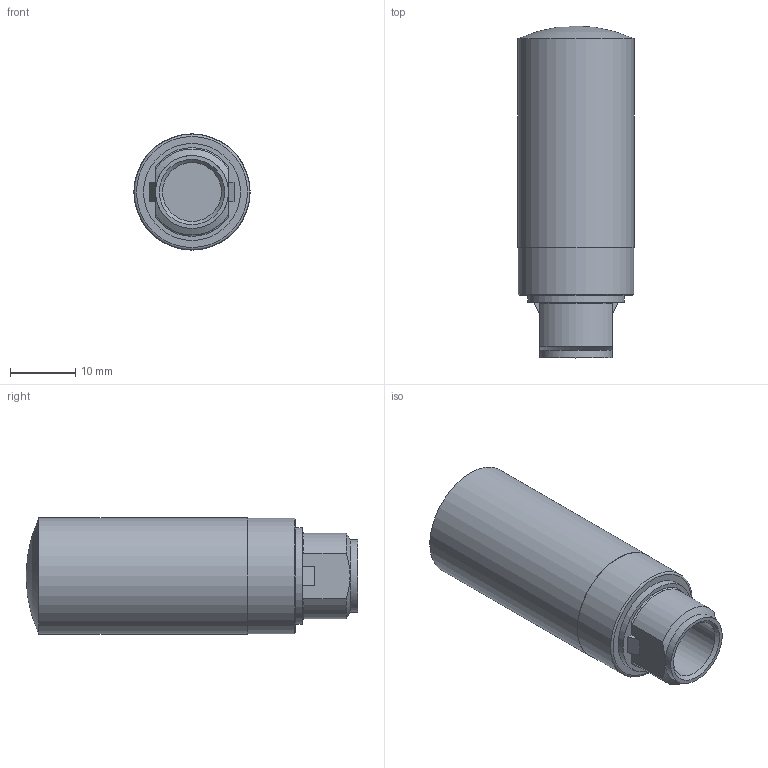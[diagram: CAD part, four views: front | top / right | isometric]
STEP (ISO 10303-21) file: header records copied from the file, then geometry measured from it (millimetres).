
FILE_DESCRIPTION(/* description */ ('STEP AP214'),/* implementation_level */ '2;1');
FILE_NAME(/* name */ '534220_UC-1_4-20',/* time_stamp */ '2024-09-15T16:17:46+02:00',/* author */ ('License CC BY-ND 4.0'),/* organization */ ('CADENAS'),/* preprocessor_version */ 'ST-DEVELOPER v19.3',/* originating_system */ 'PARTsolutions',/* authorisation */ ' ');
FILE_SCHEMA (('AUTOMOTIVE_DESIGN {1 0 10303 214 3 1 1}'));
Length unit declared in the file: millimetre
Products named in the file (1): 534220 UC-1/4-20
Bounding box: 17.8 x 50.8 x 17.8 mm (x, y, z)
Volume: 10135.8 mm3; surface area: 3540.1 mm2
Topology: 1 solids, 1 shells, 26 faces, 62 edges, 41 vertices
Faces by surface type: plane 13, cylinder 7, torus 3, cone 2, sphere 1
Full cylindrical faces by diameter (mm): 9 x1, 11.15 x1, 14.833 x1, 17.7 x1, 17.8 x1
Entity records: 886 total; most frequent: CARTESIAN_POINT 137, DIRECTION 114, ORIENTED_EDGE 96, EDGE_CURVE 48, AXIS2_PLACEMENT_3D 45, EDGE_LOOP 38, FACE_BOUND 38, VERTEX_POINT 36
